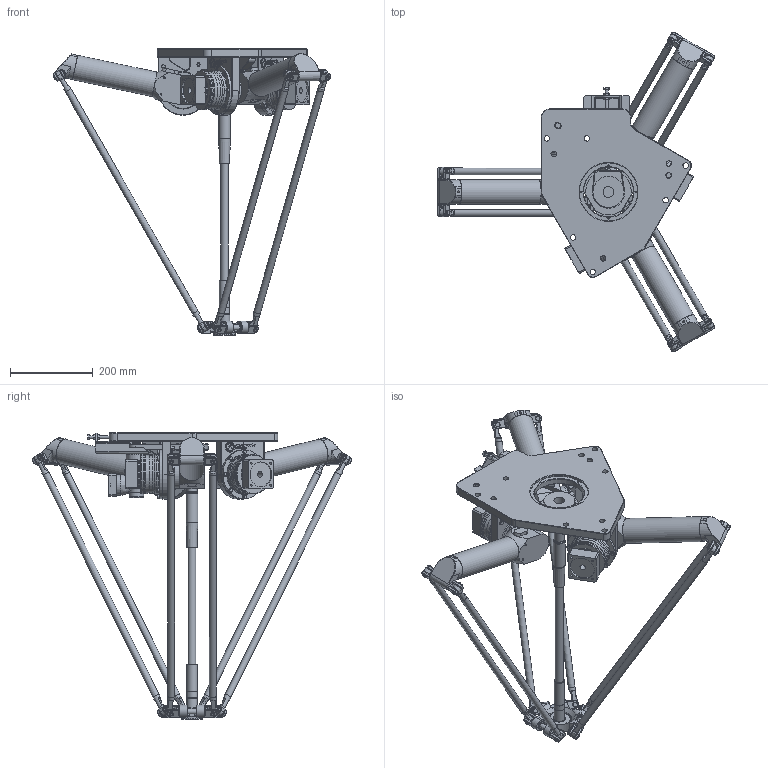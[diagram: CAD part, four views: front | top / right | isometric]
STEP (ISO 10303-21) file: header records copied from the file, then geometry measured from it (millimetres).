
FILE_DESCRIPTION(/* description */ (''),/* implementation_level */ '2;1');
FILE_NAME(/* name */ '3D-model_A_00088-02.stp',/* time_stamp */ '2022-03-04T10:47:14+01:00',/* author */ ('michael.schutter'),/* organization */ ('Majatronic'),/* preprocessor_version */ 'ST-DEVELOPER v16.5',/* originating_system */ 'Autodesk Inventor 2017',/* authorisation */ '');
FILE_SCHEMA (('AUTOMOTIVE_DESIGN { 1 0 10303 214 3 1 1 }'));
Length unit declared in the file: millimetre
Products named in the file (12): A_00088-02_DUMMY; MT_BGR00101900 Dummy Kopfplatte; MT_WST00103495; MT_WST00055542MT_WST; MT_WST00055576MT_WST; MT_WST00037805MT_WST; MT_WST00037806MT_WST; MT_WST00101401; MT_WST00101752; MT_WST00101753 Dummy ISO Flansch; MT_WST00101748 Dummy Achse 4 Welle Oben; MT_WST00110468
Assembly tree (25 placements, depth 3):
  A_00088-02_DUMMY
    MT_BGR00101900 Dummy Kopfplatte
      MT_WST00103495
      MT_WST00055542MT_WST  x3
      MT_WST00055576MT_WST
    MT_WST00037805MT_WST  x3
    MT_WST00037806MT_WST  x6
    MT_WST00101401  x6
    MT_WST00101752
    MT_WST00101753 Dummy ISO Flansch
    MT_WST00101748 Dummy Achse 4 Welle Oben
    MT_WST00110468
Bounding box: 668.6 x 768.84 x 690 mm (x, y, z)
Volume: 9837057.3 mm3; surface area: 1271676.1 mm2
Topology: 24 solids, 25 shells, 2827 faces, 6549 edges, 4144 vertices
Faces by surface type: plane 1529, cylinder 840, cone 252, torus 141, bspline 61, sphere 4
Full cylindrical faces by diameter (mm): 3.459 x4, 3.917 x4, 4.917 x25, 5 x24, 5.188 x24, 6 x1, 8 x39, 8.5 x48, 9 x3, 10 x3, 11.4 x1, 12 x30, 13.5 x9, 14 x3, 15.98 x12, 16 x30, 16.199 x1, 16.999 x1, 18 x24, 19 x1, 20 x1, 25 x5, 26 x2, 28 x1, 34.999 x1, 35 x1, 36.98 x1, 42 x2, 49.999 x3, 50 x4
Entity records: 55149 total; most frequent: CARTESIAN_POINT 16916, DIRECTION 7922, ORIENTED_EDGE 7120, EDGE_CURVE 3560, AXIS2_PLACEMENT_3D 2909, VERTEX_POINT 2474, EDGE_LOOP 2226, LINE 2104
